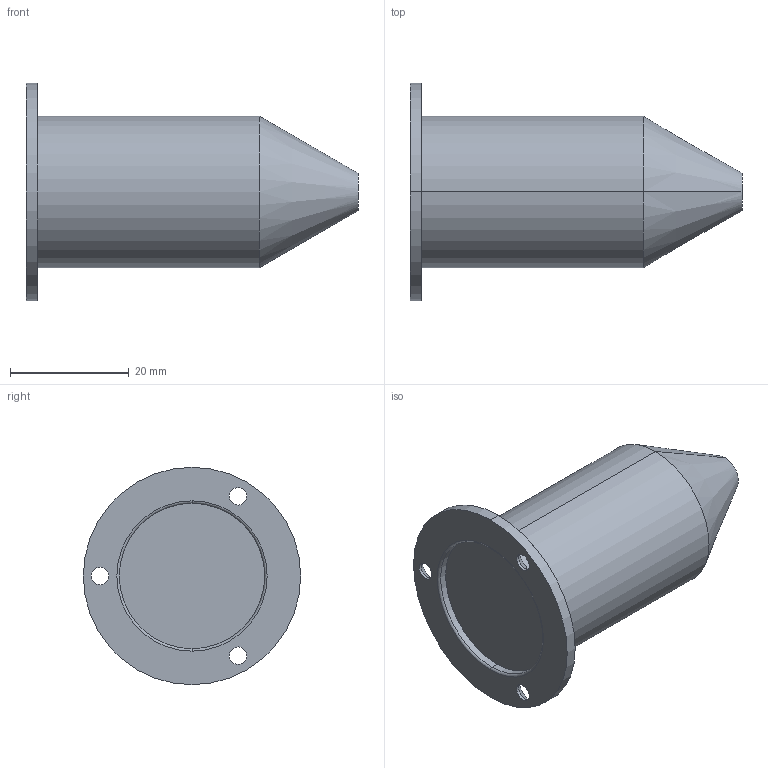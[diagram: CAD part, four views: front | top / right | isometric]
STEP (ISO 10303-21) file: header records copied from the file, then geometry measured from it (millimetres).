
FILE_DESCRIPTION (( 'STEP AP203' ), '1' );
FILE_NAME ('Motor_Membrane_Seal_Default_sldprt.STEP', '2020-08-14T00:47:57', ( '' ), ( '' ), 'SwSTEP 2.0', 'SolidWorks 2017', '' );
FILE_SCHEMA (( 'CONFIG_CONTROL_DESIGN' ));
Length unit declared in the file: millimetre
Products named in the file (1): Motor_Membrane_Seal_Default_sldprt
Bounding box: 55.88 x 36.58 x 36.58 mm (x, y, z)
Volume: 23833.3 mm3; surface area: 6754.9 mm2
Topology: 2 solids, 2 shells, 37 faces, 78 edges, 48 vertices
Faces by surface type: cylinder 18, cone 10, plane 7, torus 2
Entity records: 1097 total; most frequent: DIRECTION 204, CARTESIAN_POINT 164, ORIENTED_EDGE 156, AXIS2_PLACEMENT_3D 88, EDGE_CURVE 78, CIRCLE 50, VERTEX_POINT 48, EDGE_LOOP 48
